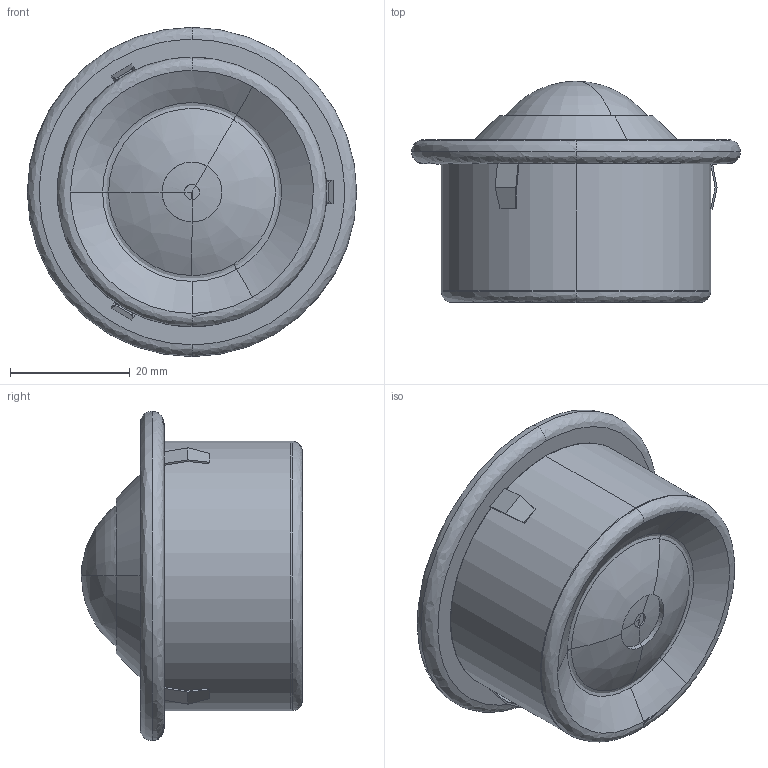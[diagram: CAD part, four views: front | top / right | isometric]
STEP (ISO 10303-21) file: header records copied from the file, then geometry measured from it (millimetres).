
FILE_DESCRIPTION (( 'STEP AP214' ), '1' );
FILE_NAME ('0026966.step', '2021-07-22T10:57:15', ( 'Windows-Benutzer' ), ( '' ), 'SwSTEP 2.0', 'SolidWorks 2020', '' );
FILE_SCHEMA (( 'AUTOMOTIVE_DESIGN' ));
Length unit declared in the file: millimetre
Products named in the file (1): 0026966
Bounding box: 55 x 36.95 x 55 mm (x, y, z)
Surface area: 11866.1 mm2 (no closed solid volume)
Topology: 0 solids, 8 shells, 73 faces, 179 edges, 110 vertices
Faces by surface type: plane 34, bspline 27, cylinder 6, cone 6
Entity records: 4997 total; most frequent: CARTESIAN_POINT 3384, ORIENTED_EDGE 328, DIRECTION 260, EDGE_CURVE 170, VERTEX_POINT 110, AXIS2_PLACEMENT_3D 89, VECTOR 82, LINE 82
